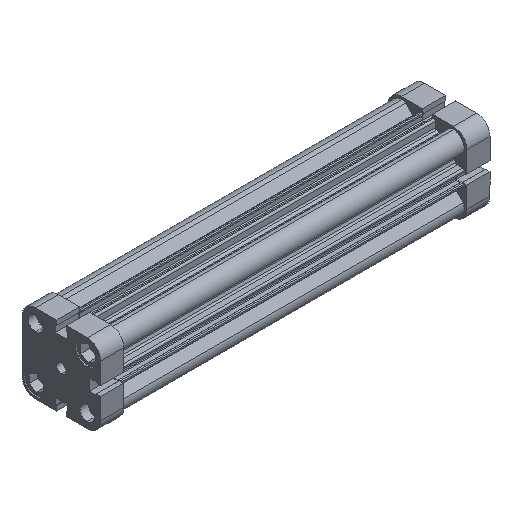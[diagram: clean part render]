
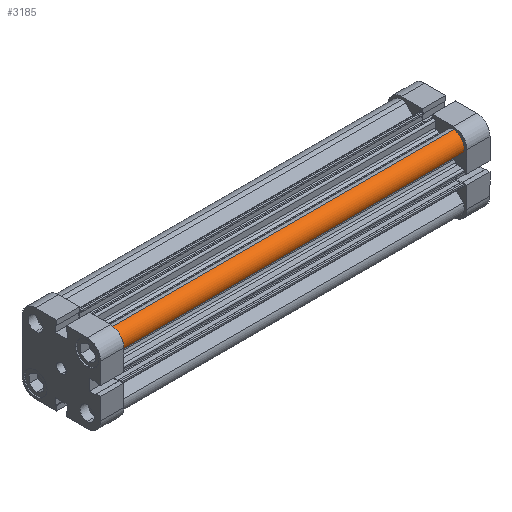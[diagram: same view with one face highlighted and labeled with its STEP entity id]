
A CAD part, isometric view. The second image highlights one B-rep face of the part: STEP entity #3185.
In plain terms, the highlighted cylindrical face has radius 6.75 mm (diameter 13.5 mm), a partial arc.
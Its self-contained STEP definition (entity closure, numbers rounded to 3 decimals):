
#709 = ORIENTED_EDGE ( 'NONE', *, *, #2067, .F. ) ;
#710 = ORIENTED_EDGE ( 'NONE', *, *, #2237, .T. ) ;
#711 = ORIENTED_EDGE ( 'NONE', *, *, #1943, .T. ) ;
#712 = ORIENTED_EDGE ( 'NONE', *, *, #1964, .F. ) ;
#1154 = LINE ( 'NONE', #4043, #1160 ) ;
#1160 = VECTOR ( 'NONE', #4046, 1000. ) ;
#1191 = CIRCLE ( 'NONE', #2639, 6.75 ) ;
#1943 = EDGE_CURVE ( 'NONE', #3517, #3519, #1154, .T. ) ;
#1964 = EDGE_CURVE ( 'NONE', #3517, #3518, #1191, .T. ) ;
#2067 = EDGE_CURVE ( 'NONE', #3518, #3520, #5220, .T. ) ;
#2237 = EDGE_CURVE ( 'NONE', #3519, #3520, #5509, .T. ) ;
#2639 = AXIS2_PLACEMENT_3D ( 'NONE', #4097, #4099, #4100 ) ;
#2749 = AXIS2_PLACEMENT_3D ( 'NONE', #6493, #6494, #6495 ) ;
#3185 = ADVANCED_FACE ( 'NONE', ( #9574 ), #9577, .T. ) ;
#3517 = VERTEX_POINT ( 'NONE', #10074 ) ;
#3518 = VERTEX_POINT ( 'NONE', #10075 ) ;
#3519 = VERTEX_POINT ( 'NONE', #10076 ) ;
#3520 = VERTEX_POINT ( 'NONE', #10077 ) ;
#4043 = CARTESIAN_POINT ( 'NONE',  ( -23., -16.25, 215.5 ) ) ;
#4046 = DIRECTION ( 'NONE',  ( 0., 0., -1. ) ) ;
#4097 = CARTESIAN_POINT ( 'NONE',  ( -16.25, -16.25, 215.5 ) ) ;
#4099 = DIRECTION ( 'NONE',  ( 0., 0., 1. ) ) ;
#4100 = DIRECTION ( 'NONE',  ( -1., 0., 0. ) ) ;
#4367 = CARTESIAN_POINT ( 'NONE',  ( -13.633, -22.472, 215.5 ) ) ;
#4368 = DIRECTION ( 'NONE',  ( 0., 0., -1. ) ) ;
#4612 = EDGE_LOOP ( 'NONE', ( #712, #711, #710, #709 ) ) ;
#5220 = LINE ( 'NONE', #4367, #5221 ) ;
#5221 = VECTOR ( 'NONE', #4368, 1000. ) ;
#5509 = CIRCLE ( 'NONE', #2749, 6.75 ) ;
#6493 = CARTESIAN_POINT ( 'NONE',  ( -16.25, -16.25, 0. ) ) ;
#6494 = DIRECTION ( 'NONE',  ( 0., 0., 1. ) ) ;
#6495 = DIRECTION ( 'NONE',  ( -1., 0., 0. ) ) ;
#7776 = AXIS2_PLACEMENT_3D ( 'NONE', #8672, #8671, #8670 ) ;
#8670 = DIRECTION ( 'NONE',  ( -1., 0., 0. ) ) ;
#8671 = DIRECTION ( 'NONE',  ( 0., 0., -1. ) ) ;
#8672 = CARTESIAN_POINT ( 'NONE',  ( -16.25, -16.25, 215.5 ) ) ;
#9574 = FACE_OUTER_BOUND ( 'NONE', #4612, .T. ) ;
#9577 = CYLINDRICAL_SURFACE ( 'NONE', #7776, 6.75 ) ;
#10074 = CARTESIAN_POINT ( 'NONE',  ( -23., -16.25, 215.5 ) ) ;
#10075 = CARTESIAN_POINT ( 'NONE',  ( -13.633, -22.472, 215.5 ) ) ;
#10076 = CARTESIAN_POINT ( 'NONE',  ( -23., -16.25, 0. ) ) ;
#10077 = CARTESIAN_POINT ( 'NONE',  ( -13.633, -22.472, 0. ) ) ;
